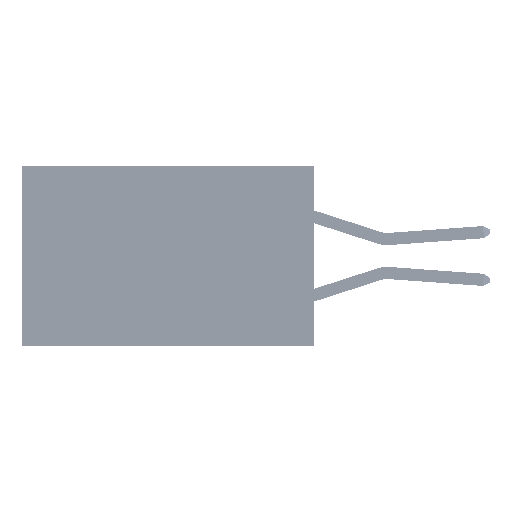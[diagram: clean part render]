
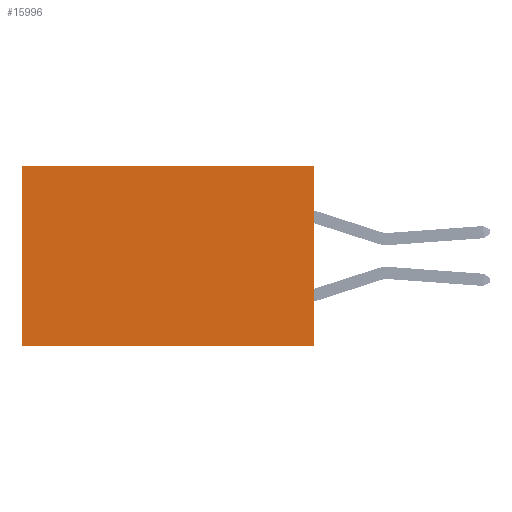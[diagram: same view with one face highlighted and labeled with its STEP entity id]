
A CAD part, left-side view. The second image highlights one B-rep face of the part: STEP entity #15996.
In plain terms, the highlighted planar face has unit normal (-1, 0, 0).
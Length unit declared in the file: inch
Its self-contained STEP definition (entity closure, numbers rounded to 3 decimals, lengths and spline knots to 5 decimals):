
#1139 = DIRECTION ( 'NONE',  ( 0., 0., -1. ) ) ;
#6619 = ORIENTED_EDGE ( 'NONE', *, *, #46246, .T. ) ;
#7712 = PLANE ( 'NONE',  #43674 ) ;
#8177 = DIRECTION ( 'NONE',  ( 1., 0., 0. ) ) ;
#8288 = CARTESIAN_POINT ( 'NONE',  ( 0.2875, 0., 0. ) ) ;
#9731 = LINE ( 'NONE', #42367, #44952 ) ;
#12141 = CARTESIAN_POINT ( 'NONE',  ( 0.2875, 0.6, -0.37 ) ) ;
#14190 = CARTESIAN_POINT ( 'NONE',  ( 0.2875, 0., 0. ) ) ;
#14833 = DIRECTION ( 'NONE',  ( 0., 1., 0. ) ) ;
#15401 = LINE ( 'NONE', #40534, #38084 ) ;
#15996 = ADVANCED_FACE ( 'NONE', ( #42712 ), #7712, .F. ) ;
#19029 = LINE ( 'NONE', #8288, #42336 ) ;
#19554 = LINE ( 'NONE', #26095, #26939 ) ;
#19840 = DIRECTION ( 'NONE',  ( 0., 1., 0. ) ) ;
#19939 = EDGE_CURVE ( 'NONE', #20316, #39826, #19029, .T. ) ;
#20316 = VERTEX_POINT ( 'NONE', #14190 ) ;
#21244 = CARTESIAN_POINT ( 'NONE',  ( 0.2875, 0.6, 0. ) ) ;
#21884 = VERTEX_POINT ( 'NONE', #12141 ) ;
#23397 = ORIENTED_EDGE ( 'NONE', *, *, #31777, .T. ) ;
#23548 = VERTEX_POINT ( 'NONE', #21244 ) ;
#26095 = CARTESIAN_POINT ( 'NONE',  ( 0.2875, 0., 0. ) ) ;
#26939 = VECTOR ( 'NONE', #14833, 39.37008 ) ;
#31655 = ORIENTED_EDGE ( 'NONE', *, *, #40200, .F. ) ;
#31777 = EDGE_CURVE ( 'NONE', #20316, #23548, #19554, .T. ) ;
#35060 = EDGE_LOOP ( 'NONE', ( #6619, #31655, #42860, #23397 ) ) ;
#37085 = DIRECTION ( 'NONE',  ( 0., 0., -1. ) ) ;
#37402 = CARTESIAN_POINT ( 'NONE',  ( 0.2875, 0., 0. ) ) ;
#38084 = VECTOR ( 'NONE', #19840, 39.37008 ) ;
#39826 = VERTEX_POINT ( 'NONE', #42629 ) ;
#40200 = EDGE_CURVE ( 'NONE', #39826, #21884, #15401, .T. ) ;
#40534 = CARTESIAN_POINT ( 'NONE',  ( 0.2875, 0., -0.37 ) ) ;
#42336 = VECTOR ( 'NONE', #1139, 39.37008 ) ;
#42367 = CARTESIAN_POINT ( 'NONE',  ( 0.2875, 0.6, 0. ) ) ;
#42629 = CARTESIAN_POINT ( 'NONE',  ( 0.2875, 0., -0.37 ) ) ;
#42712 = FACE_OUTER_BOUND ( 'NONE', #35060, .T. ) ;
#42860 = ORIENTED_EDGE ( 'NONE', *, *, #19939, .F. ) ;
#43674 = AXIS2_PLACEMENT_3D ( 'NONE', #37402, #8177, #37085 ) ;
#44952 = VECTOR ( 'NONE', #45702, 39.37008 ) ;
#45702 = DIRECTION ( 'NONE',  ( 0., 0., -1. ) ) ;
#46246 = EDGE_CURVE ( 'NONE', #23548, #21884, #9731, .T. ) ;
